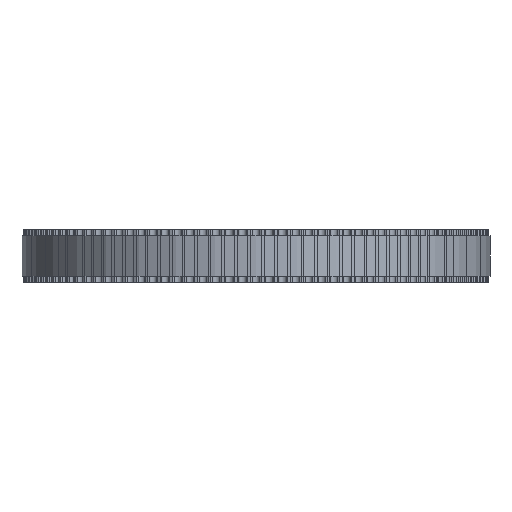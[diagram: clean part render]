
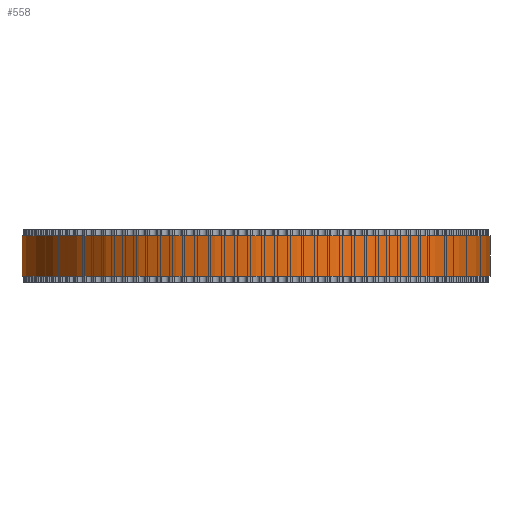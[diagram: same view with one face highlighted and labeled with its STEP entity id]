
A CAD part, front view. The second image highlights one B-rep face of the part: STEP entity #558.
In plain terms, the highlighted cylindrical face has radius 34.696 mm (diameter 69.392 mm), a full revolution.
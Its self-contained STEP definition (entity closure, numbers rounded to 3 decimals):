
#97=FACE_BOUND('',#1872,.T.);
#98=FACE_BOUND('',#1873,.T.);
#558=ADVANCED_FACE('',(#97,#98),#995,.T.);
#995=CYLINDRICAL_SURFACE('',#9735,34.696);
#1872=EDGE_LOOP('',(#5362));
#1873=EDGE_LOOP('',(#5363));
#5362=ORIENTED_EDGE('',*,*,#7546,.T.);
#5363=ORIENTED_EDGE('',*,*,#7547,.T.);
#6236=VERTEX_POINT('',#15420);
#6237=VERTEX_POINT('',#15422);
#7546=EDGE_CURVE('',#6236,#6236,#8420,.T.);
#7547=EDGE_CURVE('',#6237,#6237,#8421,.T.);
#8420=CIRCLE('',#9733,34.696);
#8421=CIRCLE('',#9734,34.696);
#9733=AXIS2_PLACEMENT_3D('',#15419,#12794,#12795);
#9734=AXIS2_PLACEMENT_3D('',#15421,#12796,#12797);
#9735=AXIS2_PLACEMENT_3D('',#15423,#12798,#12799);
#12794=DIRECTION('',(0.,0.,1.));
#12795=DIRECTION('',(1.,0.,0.));
#12796=DIRECTION('',(0.,0.,-1.));
#12797=DIRECTION('',(1.,0.,0.));
#12798=DIRECTION('',(0.,0.,1.));
#12799=DIRECTION('',(1.,0.,0.));
#15419=CARTESIAN_POINT('',(0.,0.,1.));
#15420=CARTESIAN_POINT('',(34.696,0.,1.));
#15421=CARTESIAN_POINT('',(0.,0.,7.));
#15422=CARTESIAN_POINT('',(34.696,0.,7.));
#15423=CARTESIAN_POINT('',(0.,0.,1.));
